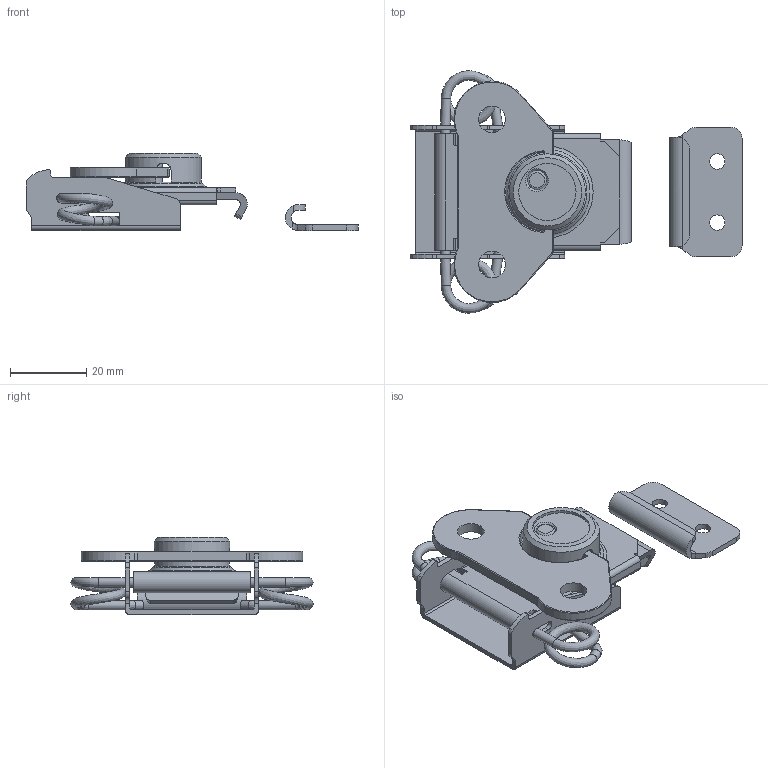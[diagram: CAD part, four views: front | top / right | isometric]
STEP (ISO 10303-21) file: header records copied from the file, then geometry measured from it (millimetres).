
FILE_DESCRIPTION(/* description */ (''),/* implementation_level */ '2;1');
FILE_NAME(/* name */ 'DR_C-M31.stp',/* time_stamp */ '2023-07-13T17:33:23+09:00',/* author */ ('user'),/* organization */ (''),/* preprocessor_version */ 'ST-DEVELOPER v15.6',/* originating_system */ 'Autodesk Inventor 2015',/* authorisation */ '');
FILE_SCHEMA (('AUTOMOTIVE_DESIGN { 1 0 10303 214 3 1 1 }'));
Length unit declared in the file: millimetre
Products named in the file (6): DR_C-M31; DR_C-M31-B3; DR_C-M31-C; DR_C-M31-CA; DR_C-M31-H
Bounding box: 86.99 x 63.5 x 20.2 mm (x, y, z)
Volume: 14441.7 mm3; surface area: 19153.8 mm2
Topology: 8 solids, 8 shells, 241 faces, 641 edges, 413 vertices
Faces by surface type: cylinder 99, plane 97, bspline 21, torus 21, cone 3
Full cylindrical faces by diameter (mm): 4 x5, 5 x2, 7 x2, 15 x1, 19.9 x1
Entity records: 8747 total; most frequent: CARTESIAN_POINT 2552, DIRECTION 1294, ORIENTED_EDGE 1244, EDGE_CURVE 622, AXIS2_PLACEMENT_3D 483, VERTEX_POINT 411, LINE 328, VECTOR 328
